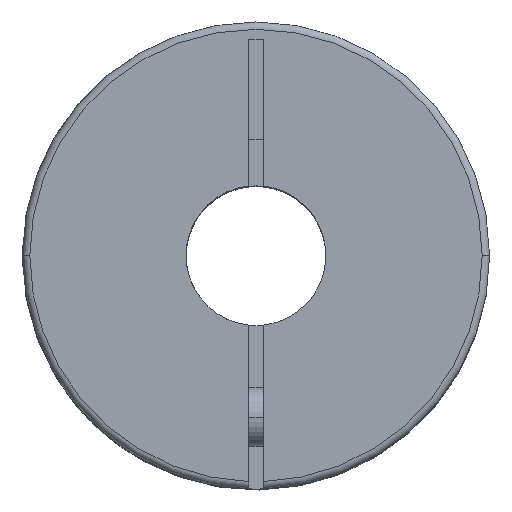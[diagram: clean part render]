
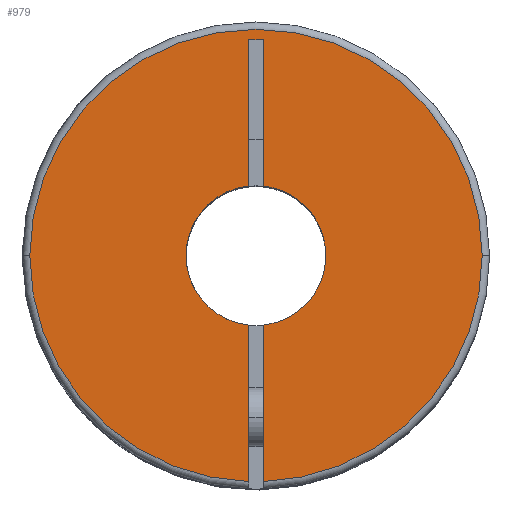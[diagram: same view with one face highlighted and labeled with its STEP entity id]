
A CAD part, top view. The second image highlights one B-rep face of the part: STEP entity #979.
In plain terms, the highlighted planar face has unit normal (0, 0, 1).
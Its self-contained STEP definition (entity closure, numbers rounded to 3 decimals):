
#41 = DIRECTION ( 'NONE',  ( -1., 0., 0. ) ) ;
#129 = LINE ( 'NONE', #3255, #3342 ) ;
#176 = DIRECTION ( 'NONE',  ( -1., 0., 0. ) ) ;
#197 = DIRECTION ( 'NONE',  ( 0., 0., -1. ) ) ;
#204 = ORIENTED_EDGE ( 'NONE', *, *, #3707, .F. ) ;
#216 = VERTEX_POINT ( 'NONE', #3550 ) ;
#245 = VERTEX_POINT ( 'NONE', #2195 ) ;
#247 = ORIENTED_EDGE ( 'NONE', *, *, #2173, .T. ) ;
#254 = VECTOR ( 'NONE', #2793, 1000. ) ;
#287 = ORIENTED_EDGE ( 'NONE', *, *, #2683, .T. ) ;
#302 = DIRECTION ( 'NONE',  ( 0., -1., 0. ) ) ;
#429 = VECTOR ( 'NONE', #1687, 1000. ) ;
#463 = DIRECTION ( 'NONE',  ( -1., 0., 0. ) ) ;
#522 = ORIENTED_EDGE ( 'NONE', *, *, #1208, .F. ) ;
#531 = DIRECTION ( 'NONE',  ( 0., 0., -1. ) ) ;
#637 = LINE ( 'NONE', #2277, #2928 ) ;
#638 = CARTESIAN_POINT ( 'NONE',  ( -4.763, 0., 0. ) ) ;
#842 = LINE ( 'NONE', #2577, #1507 ) ;
#878 = AXIS2_PLACEMENT_3D ( 'NONE', #2240, #531, #176 ) ;
#886 = DIRECTION ( 'NONE',  ( 0., 1., 0. ) ) ;
#965 = CIRCLE ( 'NONE', #3438, 4.763 ) ;
#979 = ADVANCED_FACE ( 'NONE', ( #1640 ), #2023, .F. ) ;
#1040 = DIRECTION ( 'NONE',  ( -1., 0., 0. ) ) ;
#1105 = CARTESIAN_POINT ( 'NONE',  ( 0.5, 14.7, 0. ) ) ;
#1208 = EDGE_CURVE ( 'NONE', #3972, #245, #2813, .T. ) ;
#1411 = CARTESIAN_POINT ( 'NONE',  ( 0., 0., 0. ) ) ;
#1433 = VERTEX_POINT ( 'NONE', #3199 ) ;
#1442 = AXIS2_PLACEMENT_3D ( 'NONE', #3099, #197, #463 ) ;
#1507 = VECTOR ( 'NONE', #1549, 1000. ) ;
#1549 = DIRECTION ( 'NONE',  ( 0., -1., 0. ) ) ;
#1563 = EDGE_CURVE ( 'NONE', #4357, #3972, #1706, .T. ) ;
#1638 = VERTEX_POINT ( 'NONE', #1642 ) ;
#1640 = FACE_OUTER_BOUND ( 'NONE', #3856, .T. ) ;
#1642 = CARTESIAN_POINT ( 'NONE',  ( -15.4, 0., 0. ) ) ;
#1650 = ORIENTED_EDGE ( 'NONE', *, *, #1563, .F. ) ;
#1658 = EDGE_CURVE ( 'NONE', #1433, #1638, #2712, .T. ) ;
#1666 = CARTESIAN_POINT ( 'NONE',  ( 0., 0., 0. ) ) ;
#1676 = AXIS2_PLACEMENT_3D ( 'NONE', #1728, #3391, #3055 ) ;
#1687 = DIRECTION ( 'NONE',  ( 0., 1., 0. ) ) ;
#1706 = LINE ( 'NONE', #1976, #429 ) ;
#1725 = DIRECTION ( 'NONE',  ( -1., 0., 0. ) ) ;
#1728 = CARTESIAN_POINT ( 'NONE',  ( 0., 0., 0. ) ) ;
#1897 = CIRCLE ( 'NONE', #4346, 15.4 ) ;
#1976 = CARTESIAN_POINT ( 'NONE',  ( 0.5, -15.9, 0. ) ) ;
#2023 = PLANE ( 'NONE',  #1676 ) ;
#2025 = DIRECTION ( 'NONE',  ( 0., 0., -1. ) ) ;
#2042 = EDGE_CURVE ( 'NONE', #1638, #2811, #1897, .T. ) ;
#2070 = AXIS2_PLACEMENT_3D ( 'NONE', #3730, #3374, #41 ) ;
#2173 = EDGE_CURVE ( 'NONE', #216, #3037, #965, .T. ) ;
#2195 = CARTESIAN_POINT ( 'NONE',  ( -0.5, 14.7, 0. ) ) ;
#2234 = EDGE_CURVE ( 'NONE', #3265, #2983, #129, .T. ) ;
#2240 = CARTESIAN_POINT ( 'NONE',  ( 0., 0., 0. ) ) ;
#2254 = EDGE_CURVE ( 'NONE', #216, #1433, #842, .T. ) ;
#2277 = CARTESIAN_POINT ( 'NONE',  ( -0.5, 14.7, 0. ) ) ;
#2350 = AXIS2_PLACEMENT_3D ( 'NONE', #1666, #2025, #3303 ) ;
#2577 = CARTESIAN_POINT ( 'NONE',  ( -0.5, 14.7, 0. ) ) ;
#2638 = CARTESIAN_POINT ( 'NONE',  ( 0.5, 4.736, 0. ) ) ;
#2683 = EDGE_CURVE ( 'NONE', #4357, #2983, #3914, .T. ) ;
#2697 = ORIENTED_EDGE ( 'NONE', *, *, #3829, .F. ) ;
#2712 = CIRCLE ( 'NONE', #2350, 15.4 ) ;
#2792 = CIRCLE ( 'NONE', #878, 15.4 ) ;
#2793 = DIRECTION ( 'NONE',  ( -1., 0., 0. ) ) ;
#2811 = VERTEX_POINT ( 'NONE', #3841 ) ;
#2813 = LINE ( 'NONE', #3205, #254 ) ;
#2820 = DIRECTION ( 'NONE',  ( 0., 0., -1. ) ) ;
#2907 = ORIENTED_EDGE ( 'NONE', *, *, #3616, .T. ) ;
#2928 = VECTOR ( 'NONE', #302, 1000. ) ;
#2983 = VERTEX_POINT ( 'NONE', #3598 ) ;
#3037 = VERTEX_POINT ( 'NONE', #638 ) ;
#3055 = DIRECTION ( 'NONE',  ( 0., -1., 0. ) ) ;
#3099 = CARTESIAN_POINT ( 'NONE',  ( 0., 0., 0. ) ) ;
#3199 = CARTESIAN_POINT ( 'NONE',  ( -0.5, -15.392, 0. ) ) ;
#3205 = CARTESIAN_POINT ( 'NONE',  ( 0.5, 14.7, 0. ) ) ;
#3255 = CARTESIAN_POINT ( 'NONE',  ( 0.5, -15.9, 0. ) ) ;
#3265 = VERTEX_POINT ( 'NONE', #4331 ) ;
#3303 = DIRECTION ( 'NONE',  ( -1., 0., 0. ) ) ;
#3342 = VECTOR ( 'NONE', #886, 1000. ) ;
#3350 = CIRCLE ( 'NONE', #1442, 4.763 ) ;
#3374 = DIRECTION ( 'NONE',  ( 0., 0., -1. ) ) ;
#3391 = DIRECTION ( 'NONE',  ( 0., 0., -1. ) ) ;
#3420 = VERTEX_POINT ( 'NONE', #4135 ) ;
#3438 = AXIS2_PLACEMENT_3D ( 'NONE', #1411, #4065, #1040 ) ;
#3476 = CARTESIAN_POINT ( 'NONE',  ( 0., 0., 0. ) ) ;
#3550 = CARTESIAN_POINT ( 'NONE',  ( -0.5, -4.736, 0. ) ) ;
#3598 = CARTESIAN_POINT ( 'NONE',  ( 0.5, -4.736, 0. ) ) ;
#3616 = EDGE_CURVE ( 'NONE', #3037, #3420, #3350, .T. ) ;
#3679 = ORIENTED_EDGE ( 'NONE', *, *, #2234, .F. ) ;
#3707 = EDGE_CURVE ( 'NONE', #2811, #3265, #2792, .T. ) ;
#3730 = CARTESIAN_POINT ( 'NONE',  ( 0., 0., 0. ) ) ;
#3807 = ORIENTED_EDGE ( 'NONE', *, *, #2254, .F. ) ;
#3829 = EDGE_CURVE ( 'NONE', #245, #3420, #637, .T. ) ;
#3841 = CARTESIAN_POINT ( 'NONE',  ( 15.4, 0., 0. ) ) ;
#3856 = EDGE_LOOP ( 'NONE', ( #4341, #3807, #247, #2907, #2697, #522, #1650, #287, #3679, #204, #4119 ) ) ;
#3914 = CIRCLE ( 'NONE', #2070, 4.763 ) ;
#3972 = VERTEX_POINT ( 'NONE', #1105 ) ;
#4065 = DIRECTION ( 'NONE',  ( 0., 0., -1. ) ) ;
#4119 = ORIENTED_EDGE ( 'NONE', *, *, #2042, .F. ) ;
#4135 = CARTESIAN_POINT ( 'NONE',  ( -0.5, 4.736, 0. ) ) ;
#4331 = CARTESIAN_POINT ( 'NONE',  ( 0.5, -15.392, 0. ) ) ;
#4341 = ORIENTED_EDGE ( 'NONE', *, *, #1658, .F. ) ;
#4346 = AXIS2_PLACEMENT_3D ( 'NONE', #3476, #2820, #1725 ) ;
#4357 = VERTEX_POINT ( 'NONE', #2638 ) ;
